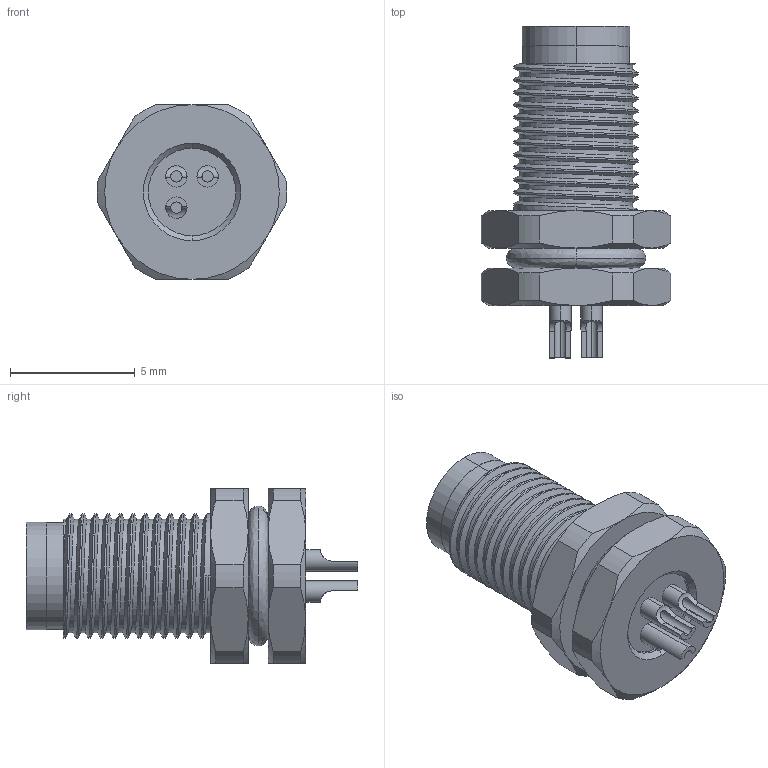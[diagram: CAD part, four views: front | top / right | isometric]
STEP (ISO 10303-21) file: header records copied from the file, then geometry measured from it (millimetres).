
FILE_DESCRIPTION (( 'STEP AP203' ), '1' );
FILE_NAME ('P10(3pin).STEP', '2020-03-30T05:42:05', ( 'edpusr' ), ( 'Microsoft' ), 'SwSTEP 2.0', 'SolidWorks 2015', '' );
FILE_SCHEMA (( 'CONFIG_CONTROL_DESIGN' ));
Length unit declared in the file: millimetre
Products named in the file (1): P10(3pin)
Bounding box: 7.58 x 13.3 x 7 mm (x, y, z)
Volume: 233.9 mm3; surface area: 456.6 mm2
Topology: 4 solids, 4 shells, 149 faces, 367 edges, 228 vertices
Faces by surface type: cylinder 69, plane 40, cone 28, bspline 12
Entity records: 6671 total; most frequent: CARTESIAN_POINT 3361, ORIENTED_EDGE 718, DIRECTION 634, EDGE_CURVE 359, AXIS2_PLACEMENT_3D 258, VERTEX_POINT 228, EDGE_LOOP 159, ADVANCED_FACE 149
